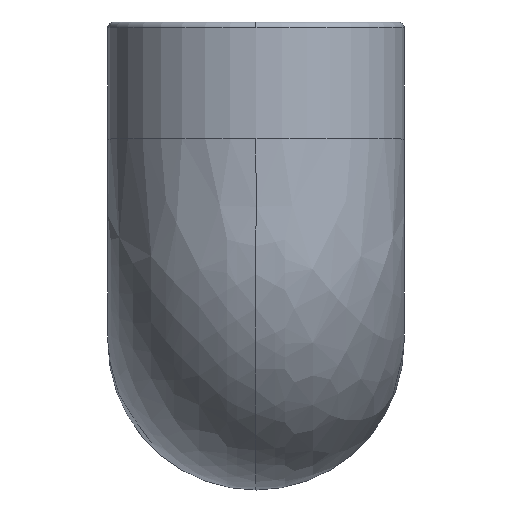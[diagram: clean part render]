
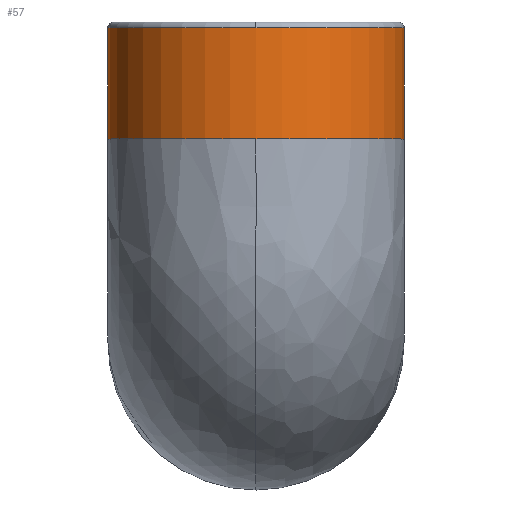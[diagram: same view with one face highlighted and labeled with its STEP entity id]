
A CAD part, top view. The second image highlights one B-rep face of the part: STEP entity #57.
In plain terms, the highlighted cylindrical face has radius 13 mm (diameter 26 mm), a partial arc.
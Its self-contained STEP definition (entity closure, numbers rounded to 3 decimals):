
#57=ADVANCED_FACE('',(#124),#125,.T.);
#124=FACE_OUTER_BOUND('',#616,.T.);
#125=CYLINDRICAL_SURFACE('',#617,13.0);
#616=EDGE_LOOP('',(#1122,#1123,#1124,#1125,#1126,#1127));
#617=AXIS2_PLACEMENT_3D('',#1128,#1129,#1130);
#1122=ORIENTED_EDGE('',*,*,#1289,.F.);
#1123=ORIENTED_EDGE('',*,*,#1290,.T.);
#1124=ORIENTED_EDGE('',*,*,#1264,.T.);
#1125=ORIENTED_EDGE('',*,*,#1291,.F.);
#1126=ORIENTED_EDGE('',*,*,#1292,.F.);
#1127=ORIENTED_EDGE('',*,*,#1293,.F.);
#1128=CARTESIAN_POINT('',(0.,28.0,28.0));
#1129=DIRECTION('',(0.,-1.0,0.));
#1130=DIRECTION('',(-1.0,0.,0.));
#1264=EDGE_CURVE('',#1342,#1340,#1343,.T.);
#1289=EDGE_CURVE('',#1385,#1386,#1387,.T.);
#1290=EDGE_CURVE('',#1385,#1342,#1388,.T.);
#1291=EDGE_CURVE('',#1389,#1340,#1390,.T.);
#1292=EDGE_CURVE('',#1391,#1389,#1392,.T.);
#1293=EDGE_CURVE('',#1386,#1391,#1393,.T.);
#1340=VERTEX_POINT('',#1459);
#1342=VERTEX_POINT('',#1461);
#1343=CIRCLE('',#1462,13.0);
#1385=VERTEX_POINT('',#1580);
#1386=VERTEX_POINT('',#1581);
#1387=LINE('',#1582,#1583);
#1388=CIRCLE('',#1584,13.0);
#1389=VERTEX_POINT('',#1585);
#1390=LINE('',#1586,#1587);
#1391=VERTEX_POINT('',#1588);
#1392=CIRCLE('',#1589,13.0);
#1393=CIRCLE('',#1590,13.0);
#1459=CARTESIAN_POINT('',(13.0,17.75,28.0));
#1461=CARTESIAN_POINT('',(0.,17.75,41.0));
#1462=AXIS2_PLACEMENT_3D('',#1697,#1698,#1699);
#1580=CARTESIAN_POINT('',(-13.0,17.75,28.0));
#1581=CARTESIAN_POINT('',(-13.0,27.5,28.0));
#1582=CARTESIAN_POINT('',(-13.0,22.625,28.0));
#1583=VECTOR('',#1730,1.0);
#1584=AXIS2_PLACEMENT_3D('',#1731,#1732,#1733);
#1585=CARTESIAN_POINT('',(13.0,27.5,28.0));
#1586=CARTESIAN_POINT('',(13.0,22.625,28.0));
#1587=VECTOR('',#1734,1.0);
#1588=CARTESIAN_POINT('',(0.,27.5,41.0));
#1589=AXIS2_PLACEMENT_3D('',#1735,#1736,#1737);
#1590=AXIS2_PLACEMENT_3D('',#1738,#1739,#1740);
#1697=CARTESIAN_POINT('',(0.,17.75,28.0));
#1698=DIRECTION('',(0.,1.0,0.));
#1699=DIRECTION('',(-1.0,0.,0.));
#1730=DIRECTION('',(0.,1.0,0.));
#1731=CARTESIAN_POINT('',(0.,17.75,28.0));
#1732=DIRECTION('',(0.,1.0,0.));
#1733=DIRECTION('',(-1.0,0.,0.));
#1734=DIRECTION('',(0.,-1.0,0.));
#1735=CARTESIAN_POINT('',(0.,27.5,28.0));
#1736=DIRECTION('',(0.,1.0,0.));
#1737=DIRECTION('',(-1.0,0.,0.));
#1738=CARTESIAN_POINT('',(0.,27.5,28.0));
#1739=DIRECTION('',(0.,1.0,0.));
#1740=DIRECTION('',(-1.0,0.,0.));
